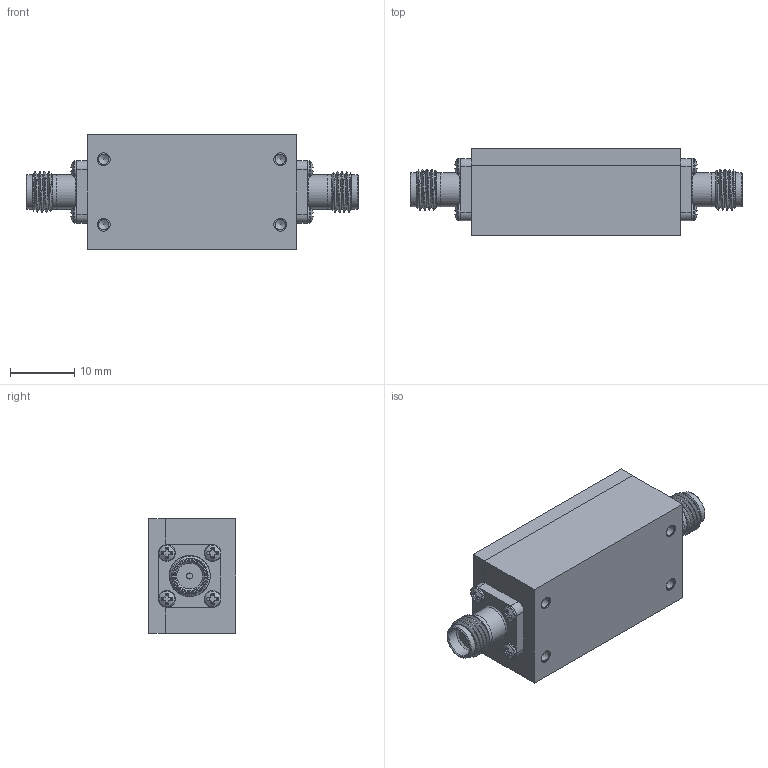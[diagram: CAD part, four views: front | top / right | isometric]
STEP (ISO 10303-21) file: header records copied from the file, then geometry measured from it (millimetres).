
FILE_DESCRIPTION (( 'STEP AP203' ), '1' );
FILE_NAME ('PE8714.step', '2020-01-23T21:58:05', ( '' ), ( '' ), 'SwSTEP 2.0', 'SolidWorks 2018', '' );
FILE_SCHEMA (( 'CONFIG_CONTROL_DESIGN' ));
Length unit declared in the file: inch
Products named in the file (1): PE8714
Bounding box: 51.55 x 13.51 x 17.78 mm (x, y, z)
Volume: 8364 mm3; surface area: 3353.4 mm2
Topology: 1 solids, 11 shells, 327 faces, 812 edges, 532 vertices
Faces by surface type: plane 207, cylinder 50, cone 46, bspline 22, torus 2
Full cylindrical faces by diameter (mm): 0.94 x2, 1.092 x8, 1.194 x2, 1.6 x4, 2 x4, 2.591 x8, 4.521 x2, 5.08 x2, 5.334 x6
Entity records: 12009 total; most frequent: CARTESIAN_POINT 5038, ORIENTED_EDGE 1452, DIRECTION 1238, EDGE_CURVE 726, VERTEX_POINT 504, AXIS2_PLACEMENT_3D 468, EDGE_LOOP 414, FACE_OUTER_BOUND 375
